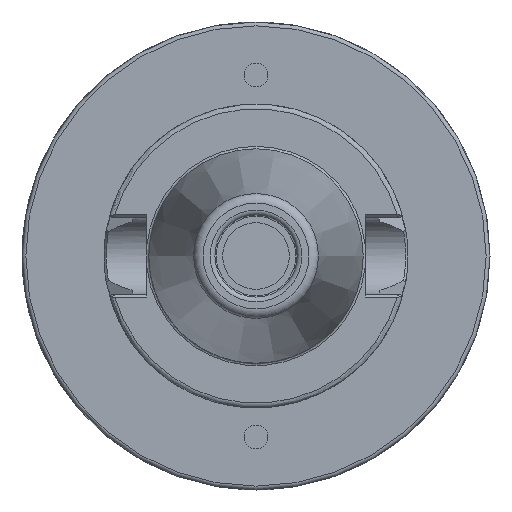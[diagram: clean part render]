
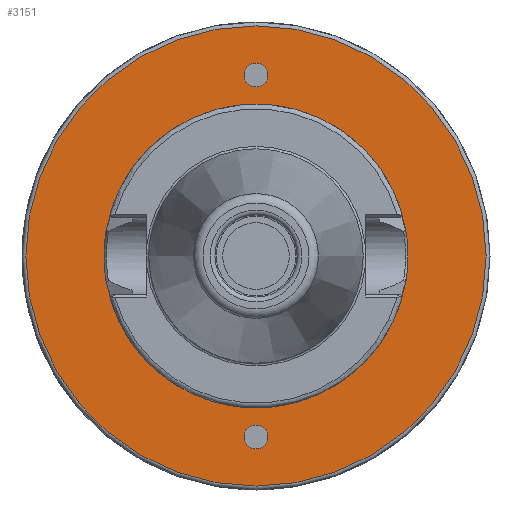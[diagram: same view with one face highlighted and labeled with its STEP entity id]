
A CAD part, left-side view. The second image highlights one B-rep face of the part: STEP entity #3151.
In plain terms, the highlighted planar face has unit normal (-1, 0, 0).
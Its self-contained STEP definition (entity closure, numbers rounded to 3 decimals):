
#107=FACE_BOUND('',#524,.T.);
#108=FACE_BOUND('',#525,.T.);
#109=FACE_BOUND('',#526,.T.);
#133=CIRCLE('',#3348,2.459);
#147=CIRCLE('',#3370,2.459);
#173=CIRCLE('',#3410,30.8);
#174=CIRCLE('',#3411,30.8);
#175=CIRCLE('',#3413,47.7);
#176=CIRCLE('',#3414,47.7);
#328=FACE_OUTER_BOUND('',#523,.T.);
#523=EDGE_LOOP('',(#2192,#2193));
#524=EDGE_LOOP('',(#2194));
#525=EDGE_LOOP('',(#2195));
#526=EDGE_LOOP('',(#2196,#2197));
#1272=VERTEX_POINT('',#4702);
#1290=VERTEX_POINT('',#4782);
#1318=VERTEX_POINT('',#4864);
#1319=VERTEX_POINT('',#4866);
#1320=VERTEX_POINT('',#4870);
#1321=VERTEX_POINT('',#4871);
#1588=EDGE_CURVE('',#1272,#1272,#133,.T.);
#1615=EDGE_CURVE('',#1290,#1290,#147,.T.);
#1655=EDGE_CURVE('',#1319,#1318,#173,.T.);
#1656=EDGE_CURVE('',#1318,#1319,#174,.T.);
#1657=EDGE_CURVE('',#1320,#1321,#175,.T.);
#1658=EDGE_CURVE('',#1321,#1320,#176,.T.);
#2192=ORIENTED_EDGE('',*,*,#1657,.F.);
#2193=ORIENTED_EDGE('',*,*,#1658,.F.);
#2194=ORIENTED_EDGE('',*,*,#1588,.T.);
#2195=ORIENTED_EDGE('',*,*,#1615,.T.);
#2196=ORIENTED_EDGE('',*,*,#1655,.T.);
#2197=ORIENTED_EDGE('',*,*,#1656,.T.);
#3019=PLANE('',#3412);
#3151=ADVANCED_FACE('',(#328,#107,#108,#109),#3019,.T.);
#3348=AXIS2_PLACEMENT_3D('',#4704,#3721,#3722);
#3370=AXIS2_PLACEMENT_3D('',#4784,#3775,#3776);
#3410=AXIS2_PLACEMENT_3D('',#4867,#3869,#3870);
#3411=AXIS2_PLACEMENT_3D('',#4868,#3871,#3872);
#3412=AXIS2_PLACEMENT_3D('',#4869,#3873,#3874);
#3413=AXIS2_PLACEMENT_3D('',#4872,#3875,#3876);
#3414=AXIS2_PLACEMENT_3D('',#4873,#3877,#3878);
#3721=DIRECTION('center_axis',(1.,0.,0.));
#3722=DIRECTION('ref_axis',(0.,0.,
1.));
#3775=DIRECTION('center_axis',(1.,0.,0.));
#3776=DIRECTION('ref_axis',(0.,0.,-1.));
#3869=DIRECTION('center_axis',(1.,0.,0.));
#3870=DIRECTION('ref_axis',(0.,0.,-1.));
#3871=DIRECTION('center_axis',(1.,0.,0.));
#3872=DIRECTION('ref_axis',(0.,0.,-1.));
#3873=DIRECTION('center_axis',(-1.,0.,0.));
#3874=DIRECTION('ref_axis',(0.,0.,1.));
#3875=DIRECTION('center_axis',(1.,0.,0.));
#3876=DIRECTION('ref_axis',(0.,0.,-1.));
#3877=DIRECTION('center_axis',(1.,0.,0.));
#3878=DIRECTION('ref_axis',(0.,0.,-1.));
#4702=CARTESIAN_POINT('',(35.,0.,-39.959));
#4704=CARTESIAN_POINT('Origin',(35.,0.,-37.5));
#4782=CARTESIAN_POINT('',(35.,0.,39.959));
#4784=CARTESIAN_POINT('Origin',(35.,0.,37.5));
#4864=CARTESIAN_POINT('',(35.,0.,30.8));
#4866=CARTESIAN_POINT('',(35.,30.8,0.));
#4867=CARTESIAN_POINT('Origin',(35.,0.,0.));
#4868=CARTESIAN_POINT('Origin',(35.,0.,0.));
#4869=CARTESIAN_POINT('Origin',(35.,47.7,0.));
#4870=CARTESIAN_POINT('',(35.,47.7,0.));
#4871=CARTESIAN_POINT('',(35.,0.,47.7));
#4872=CARTESIAN_POINT('Origin',(35.,0.,0.));
#4873=CARTESIAN_POINT('Origin',(35.,0.,0.));
